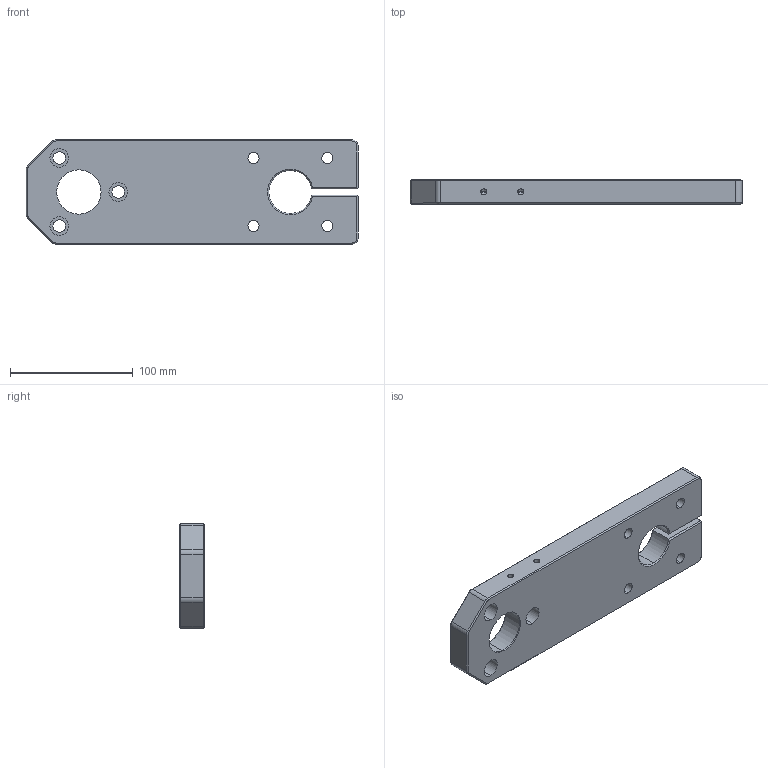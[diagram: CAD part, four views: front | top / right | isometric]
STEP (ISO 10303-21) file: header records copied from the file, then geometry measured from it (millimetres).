
FILE_DESCRIPTION (( 'STEP AP203' ), '1' );
FILE_NAME ('XWG0101-C-ALU-PLAQUEAPPUIENTONNOIR.STEP', '2024-04-25T10:08:54', ( '' ), ( '' ), 'SwSTEP 2.0', 'SolidWorks 2021', '' );
FILE_SCHEMA (( 'CONFIG_CONTROL_DESIGN' ));
Length unit declared in the file: millimetre
Products named in the file (1): XWG0101-C-ALU-PLAQUEAPPUIENTONNOIR
Bounding box: 270 x 20 x 85 mm (x, y, z)
Volume: 379891 mm3; surface area: 65099.1 mm2
Topology: 1 solids, 1 shells, 130 faces, 306 edges, 179 vertices
Faces by surface type: cylinder 55, plane 41, cone 34
Entity records: 3723 total; most frequent: DIRECTION 680, CARTESIAN_POINT 614, ORIENTED_EDGE 584, EDGE_CURVE 292, AXIS2_PLACEMENT_3D 261, VERTEX_POINT 179, EDGE_LOOP 161, VECTOR 158
